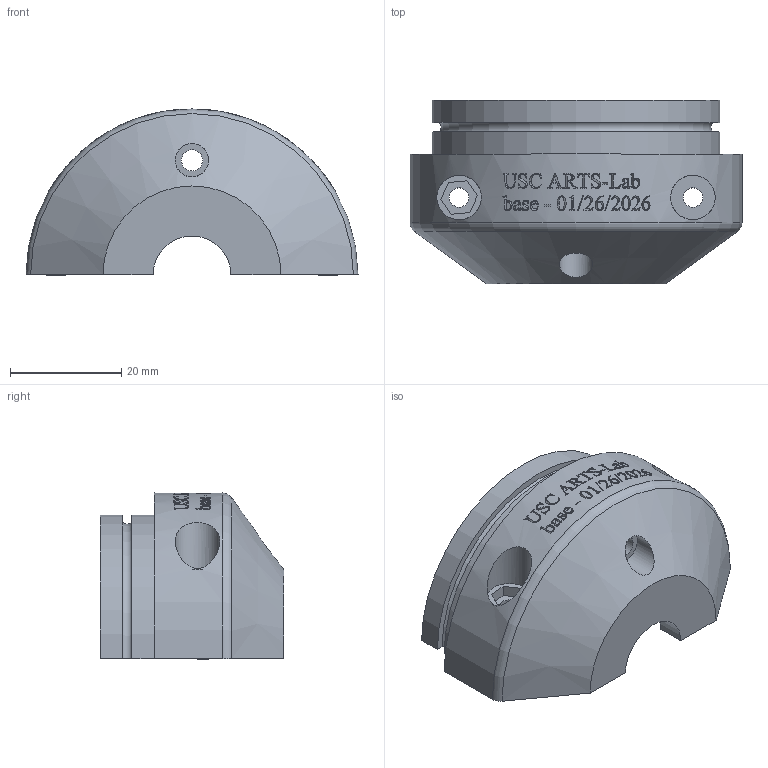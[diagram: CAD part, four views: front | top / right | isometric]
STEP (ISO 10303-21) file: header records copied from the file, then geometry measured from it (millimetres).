
FILE_DESCRIPTION(/* description */ (''),/* implementation_level */ '2;1');
FILE_NAME(/* name */ 'base_v0.7.0.stp',/* time_stamp */ '2026-02-03T14:25:00-05:00',/* author */ ('SLM30'),/* organization */ (''),/* preprocessor_version */ 'ST-DEVELOPER v20',/* originating_system */ 'Autodesk Inventor 2025',/* authorisation */ '');
FILE_SCHEMA (('AUTOMOTIVE_DESIGN { 1 0 10303 214 3 1 1 }'));
Length unit declared in the file: millimetre
Products named in the file (1): base_v0.7.0
Bounding box: 59.65 x 33 x 29.82 mm (x, y, z)
Volume: 28593.2 mm3; surface area: 10421.7 mm2
Topology: 1 solids, 1 shells, 530 faces, 1460 edges, 975 vertices
Faces by surface type: bspline 316, plane 157, cylinder 54, torus 2, cone 1
Full cylindrical faces by diameter (mm): 3.5 x2, 3.817 x1, 4.5 x2, 6 x1, 8 x2
Entity records: 23518 total; most frequent: CARTESIAN_POINT 11950, ORIENTED_EDGE 2920, EDGE_CURVE 1460, DIRECTION 1429, VERTEX_POINT 975, B_SPLINE_CURVE_WITH_KNOTS 642, LINE 637, VECTOR 637
